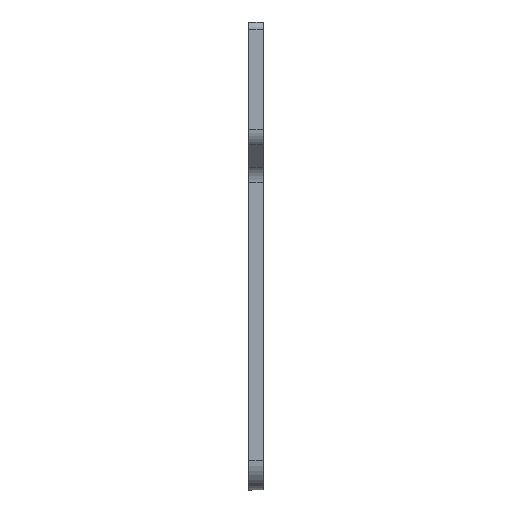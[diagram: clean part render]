
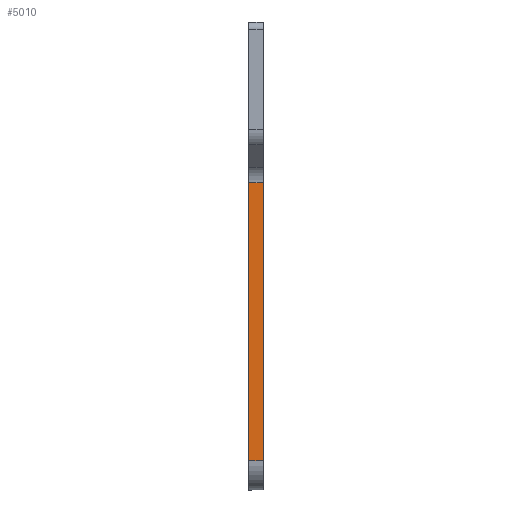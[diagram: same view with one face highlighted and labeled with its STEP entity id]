
A CAD part, left-side view. The second image highlights one B-rep face of the part: STEP entity #5010.
In plain terms, the highlighted face is planar.
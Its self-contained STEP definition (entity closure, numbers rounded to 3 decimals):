
#2570=CARTESIAN_POINT('',(48.6,-2.,-56.9));
#2580=VERTEX_POINT('',#2570);
#2610=CARTESIAN_POINT('',(48.6,0.,-56.9));
#2620=DIRECTION('',(0.,-1.,0.));
#2630=VECTOR('',#2620,1.);
#2640=LINE('',#2610,#2630);
#2650=CARTESIAN_POINT('',(48.6,0.,-56.9));
#2660=VERTEX_POINT('',#2650);
#2670=EDGE_CURVE('',#2660,#2580,#2640,.T.);
#4710=CARTESIAN_POINT('',(48.6,0.,-41.5));
#4720=DIRECTION('',(-1.,-0.,0.));
#4730=DIRECTION('',(0.,0.,-1.));
#4740=AXIS2_PLACEMENT_3D('',#4710,#4720,#4730);
#4750=PLANE('',#4740);
#4760=ORIENTED_EDGE('',*,*,#2670,.F.);
#4770=CARTESIAN_POINT('',(48.6,-2.,-30.875));
#4780=DIRECTION('',(0.,0.,-1.));
#4790=VECTOR('',#4780,1.);
#4800=LINE('',#4770,#4790);
#4810=CARTESIAN_POINT('',(48.6,-2.,-18.643));
#4820=VERTEX_POINT('',#4810);
#4830=EDGE_CURVE('',#4820,#2580,#4800,.T.);
#4840=ORIENTED_EDGE('',*,*,#4830,.T.);
#4850=CARTESIAN_POINT('',(48.6,0.,-18.643))
;
#4860=DIRECTION('',(0.,-1.,0.));
#4870=VECTOR('',#4860,1.);
#4880=LINE('',#4850,#4870);
#4890=CARTESIAN_POINT('',(48.6,0.,-18.643))
;
#4900=VERTEX_POINT('',#4890);
#4910=EDGE_CURVE('',#4900,#4820,#4880,.T.);
#4920=ORIENTED_EDGE('',*,*,#4910,.T.);
#4930=CARTESIAN_POINT('',(48.6,0.,-30.875));
#4940=DIRECTION('',(0.,0.,-1.));
#4950=VECTOR('',#4940,1.);
#4960=LINE('',#4930,#4950);
#4970=EDGE_CURVE('',#4900,#2660,#4960,.T.);
#4980=ORIENTED_EDGE('',*,*,#4970,.F.);
#4990=EDGE_LOOP('',(#4980,#4920,#4840,#4760));
#5000=FACE_OUTER_BOUND('',#4990,.T.);
#5010=ADVANCED_FACE('',(#5000),#4750,.F.);
